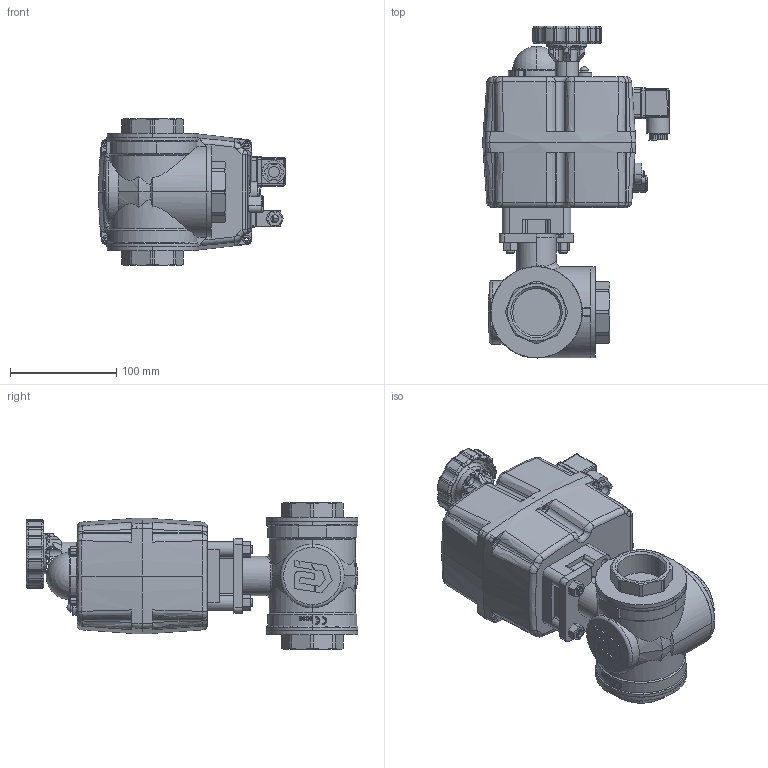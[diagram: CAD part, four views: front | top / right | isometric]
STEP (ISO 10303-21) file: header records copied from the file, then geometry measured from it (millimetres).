
FILE_DESCRIPTION (( 'STEP AP214' ), '1' );
FILE_NAME ('EK08000007_DN40.STEP', '2022-05-18T06:26:23', ( '' ), ( '' ), 'SwSTEP 2.0', 'SolidWorks 2021', '' );
FILE_SCHEMA (( 'AUTOMOTIVE_DESIGN' ));
Length unit declared in the file: metre
Products named in the file (1): EK08000007_DN40
Bounding box: 176.14 x 312.85 x 138.5 mm (x, y, z)
Surface area: 201982.8 mm2 (no closed solid volume)
Topology: 0 solids, 66 shells, 1427 faces, 4932 edges, 3453 vertices
Faces by surface type: cylinder 476, plane 452, torus 277, cone 107, bspline 102, sphere 13
Entity records: 93583 total; most frequent: CARTESIAN_POINT 37908, DIRECTION 8341, ORIENTED_EDGE 7880, EDGE_CURVE 4893, VERTEX_POINT 3452, AXIS2_PLACEMENT_3D 3292, CIRCLE 1966, LINE 1757
